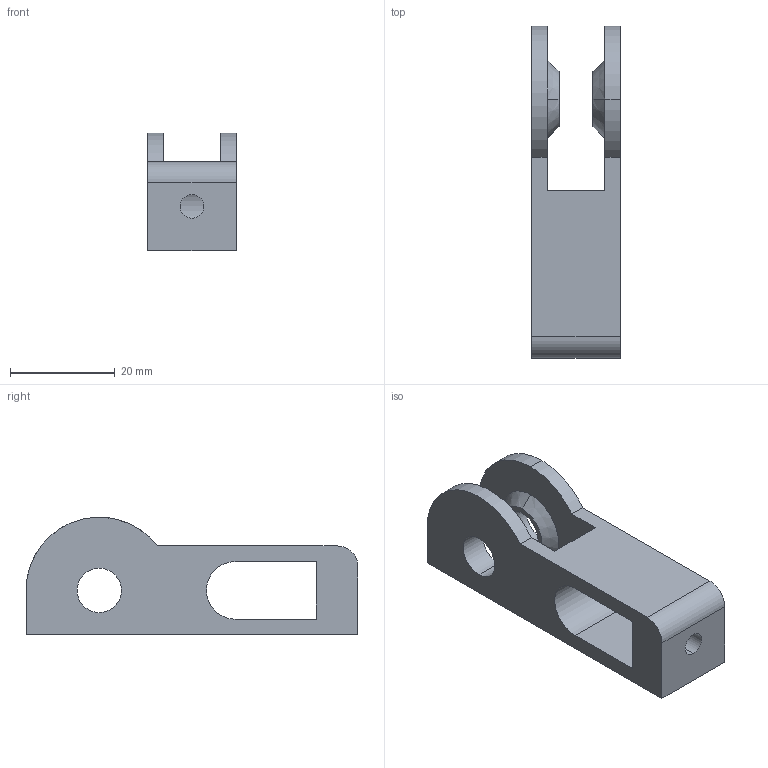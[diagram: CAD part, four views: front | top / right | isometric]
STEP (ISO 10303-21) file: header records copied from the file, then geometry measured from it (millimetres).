
FILE_DESCRIPTION (( 'STEP AP203' ), '1' );
FILE_NAME ('Y_IDLER.STEP');
FILE_SCHEMA (( 'CONFIG_CONTROL_DESIGN' ));
Length unit declared in the file: millimetre
Products named in the file (1): Y_IDLER
Bounding box: 17 x 63.5 x 22.5 mm (x, y, z)
Volume: 8901.2 mm3; surface area: 6377.7 mm2
Topology: 1 solids, 1 shells, 37 faces, 96 edges, 64 vertices
Faces by surface type: plane 22, cylinder 11, cone 4
Entity records: 1233 total; most frequent: DIRECTION 202, CARTESIAN_POINT 198, ORIENTED_EDGE 192, EDGE_CURVE 96, AXIS2_PLACEMENT_3D 68, VECTOR 66, LINE 66, VERTEX_POINT 64
